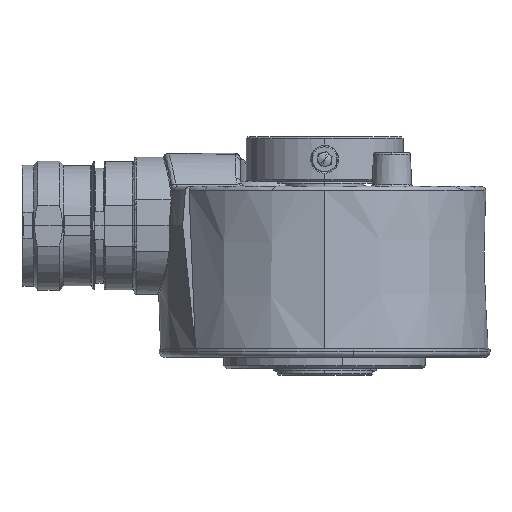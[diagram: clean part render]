
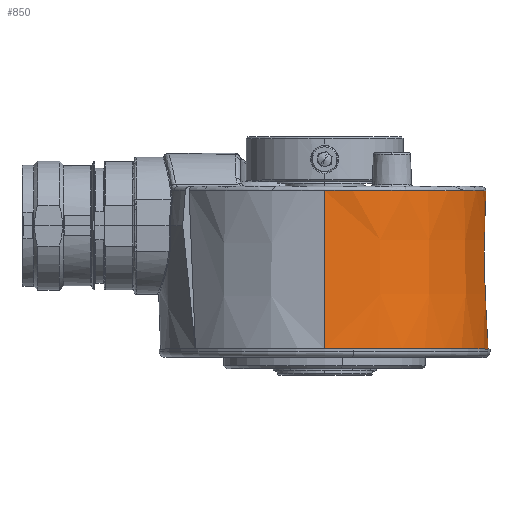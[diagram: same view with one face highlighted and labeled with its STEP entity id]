
A CAD part, top view. The second image highlights one B-rep face of the part: STEP entity #850.
In plain terms, the highlighted conical face has half-angle 1 degrees and reference radius 28.672 mm.
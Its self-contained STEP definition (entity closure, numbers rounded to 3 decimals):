
#36 = CARTESIAN_POINT ( 'NONE',  ( 25.384, 3.5, -14.659 ) ) ;
#47 = VECTOR ( 'NONE', #7505, 1000. ) ;
#105 = CARTESIAN_POINT ( 'NONE',  ( 22.037, 3.5, 19.329 ) ) ;
#273 = DIRECTION ( 'NONE',  ( 0., -1., 0. ) ) ;
#734 = CONICAL_SURFACE ( 'NONE', #12569, 28.673, 0.017 ) ;
#801 = EDGE_CURVE ( 'NONE', #14254, #1655, #5761, .T. ) ;
#850 = ADVANCED_FACE ( 'NONE', ( #1160 ), #734, .T. ) ;
#1160 = FACE_OUTER_BOUND ( 'NONE', #3379, .T. ) ;
#1241 = EDGE_CURVE ( 'NONE', #10834, #14254, #1370, .T. ) ;
#1370 = CIRCLE ( 'NONE', #15020, 28.758 ) ;
#1420 = CARTESIAN_POINT ( 'NONE',  ( 0., 31.714, 0. ) ) ;
#1482 = CARTESIAN_POINT ( 'NONE',  ( 27.756, 3.5, -9.425 ) ) ;
#1552 = CARTESIAN_POINT ( 'NONE',  ( 17.842, 3.5, 23.257 ) ) ;
#1655 = VERTEX_POINT ( 'NONE', #4972 ) ;
#1851 = EDGE_CURVE ( 'NONE', #17159, #13821, #12110, .T. ) ;
#1913 = CARTESIAN_POINT ( 'NONE',  ( 8.842, 31.714, -27.364 ) ) ;
#2389 = VECTOR ( 'NONE', #15137, 1000. ) ;
#2826 = CARTESIAN_POINT ( 'NONE',  ( 3.829, 3.5, -29.061 ) ) ;
#2829 = DIRECTION ( 'NONE',  ( 1., 0., 0. ) ) ;
#2882 = CARTESIAN_POINT ( 'NONE',  ( 29.061, 3.5, -3.829 ) ) ;
#2945 = CARTESIAN_POINT ( 'NONE',  ( 12.962, 3.5, 26.291 ) ) ;
#3374 = CARTESIAN_POINT ( 'NONE',  ( 0., 3.5, -29.25 ) ) ;
#3379 = EDGE_LOOP ( 'NONE', ( #6044, #4934, #12368, #11921, #3664, #5599 ) ) ;
#3511 = CARTESIAN_POINT ( 'NONE',  ( 28.758, 31.714, 0. ) ) ;
#3664 = ORIENTED_EDGE ( 'NONE', *, *, #1851, .T. ) ;
#3880 = AXIS2_PLACEMENT_3D ( 'NONE', #1420, #11187, #2829 ) ;
#4217 = CARTESIAN_POINT ( 'NONE',  ( 9.425, 3.5, -27.756 ) ) ;
#4274 = CARTESIAN_POINT ( 'NONE',  ( 29.25, 3.5, 1.914 ) ) ;
#4344 = CARTESIAN_POINT ( 'NONE',  ( 7.584, 3.5, 28.314 ) ) ;
#4934 = ORIENTED_EDGE ( 'NONE', *, *, #801, .T. ) ;
#4972 = CARTESIAN_POINT ( 'NONE',  ( 0., 3.5, 29.25 ) ) ;
#5599 = ORIENTED_EDGE ( 'NONE', *, *, #9959, .T. ) ;
#5621 = CARTESIAN_POINT ( 'NONE',  ( 14.659, 3.5, -25.384 ) ) ;
#5697 = CARTESIAN_POINT ( 'NONE',  ( 28.314, 3.5, 7.584 ) ) ;
#5753 = CARTESIAN_POINT ( 'NONE',  ( 1.914, 3.5, 29.25 ) ) ;
#5761 = LINE ( 'NONE', #12946, #47 ) ;
#6044 = ORIENTED_EDGE ( 'NONE', *, *, #1241, .T. ) ;
#6197 = EDGE_CURVE ( 'NONE', #17159, #9723, #17247, .T. ) ;
#6274 = EDGE_CURVE ( 'NONE', #9723, #1655, #11448, .T. ) ;
#6952 = CARTESIAN_POINT ( 'NONE',  ( 0., 3.5, -29.25 ) ) ;
#7010 = CARTESIAN_POINT ( 'NONE',  ( 19.329, 3.5, -22.037 ) ) ;
#7072 = CARTESIAN_POINT ( 'NONE',  ( 26.291, 3.5, 12.962 ) ) ;
#7445 = CARTESIAN_POINT ( 'NONE',  ( 2.994, 32.377, -28.746 ) ) ;
#7505 = DIRECTION ( 'NONE',  ( 0., -1., 0.017 ) ) ;
#8175 = CARTESIAN_POINT ( 'NONE',  ( 0., 36.585, -28.673 ) ) ;
#8408 = CARTESIAN_POINT ( 'NONE',  ( 23.257, 3.5, -17.842 ) ) ;
#8477 = CARTESIAN_POINT ( 'NONE',  ( 23.257, 3.5, 17.842 ) ) ;
#9116 = DIRECTION ( 'NONE',  ( 0., 0., -1. ) ) ;
#9599 = CARTESIAN_POINT ( 'NONE',  ( 0., 32.709, -28.74 ) ) ;
#9723 = VERTEX_POINT ( 'NONE', #3374 ) ;
#9833 = CARTESIAN_POINT ( 'NONE',  ( 26.291, 3.5, -12.962 ) ) ;
#9897 = CARTESIAN_POINT ( 'NONE',  ( 19.329, 3.5, 22.037 ) ) ;
#9955 = CARTESIAN_POINT ( 'NONE',  ( 0., 31.714, 28.758 ) ) ;
#9959 = EDGE_CURVE ( 'NONE', #13821, #10834, #14517, .T. ) ;
#10272 = CARTESIAN_POINT ( 'NONE',  ( 5.99, 32.046, -28.28 ) ) ;
#10834 = VERTEX_POINT ( 'NONE', #3511 ) ;
#11037 = CARTESIAN_POINT ( 'NONE',  ( 0., 36.585, 0. ) ) ;
#11187 = DIRECTION ( 'NONE',  ( 0., -1., 0. ) ) ;
#11239 = CARTESIAN_POINT ( 'NONE',  ( 28.314, 3.5, -7.584 ) ) ;
#11304 = CARTESIAN_POINT ( 'NONE',  ( 14.659, 3.5, 25.384 ) ) ;
#11322 = CARTESIAN_POINT ( 'NONE',  ( 8.842, 31.714, -27.364 ) ) ;
#11448 = B_SPLINE_CURVE_WITH_KNOTS ( 'NONE', 3,
 ( #6952, #18150, #2826, #12581, #4217, #13998, #5621, #15394, #7010, #16801, #8408, #36, #9833, #1482, #11239, #2882, #12651, #4274, #14055, #5697, #15464, #7072, #16861, #8477, #105, #9897, #1552, #11304, #2945, #12715, #4344, #14120, #5753, #15531 ),
 .UNSPECIFIED., .F., .F.,
 ( 4, 2, 2, 2, 2, 2, 2, 2, 2, 2, 2, 2, 2, 2, 2, 2, 4 ),
 ( 0.183, 0.223, 0.262, 0.302, 0.342, 0.381, 0.421, 0.46, 0.5, 0.54, 0.579, 0.619, 0.658, 0.698, 0.738, 0.777, 0.817 ),
 .UNSPECIFIED. ) ;
#11921 = ORIENTED_EDGE ( 'NONE', *, *, #6197, .F. ) ;
#12110 = B_SPLINE_CURVE_WITH_KNOTS ( 'NONE', 3,
 ( #17233, #7445, #10272, #1913 ),
 .UNSPECIFIED., .F., .F.,
 ( 4, 4 ),
 ( 0.764, 1. ),
 .UNSPECIFIED. ) ;
#12368 = ORIENTED_EDGE ( 'NONE', *, *, #6274, .F. ) ;
#12569 = AXIS2_PLACEMENT_3D ( 'NONE', #11037, #273, #9116 ) ;
#12581 = CARTESIAN_POINT ( 'NONE',  ( 7.584, 3.5, -28.314 ) ) ;
#12651 = CARTESIAN_POINT ( 'NONE',  ( 29.25, 3.5, -1.914 ) ) ;
#12715 = CARTESIAN_POINT ( 'NONE',  ( 9.425, 3.5, 27.756 ) ) ;
#12946 = CARTESIAN_POINT ( 'NONE',  ( 0., 36.585, 28.673 ) ) ;
#13821 = VERTEX_POINT ( 'NONE', #11322 ) ;
#13998 = CARTESIAN_POINT ( 'NONE',  ( 12.962, 3.5, -26.291 ) ) ;
#14055 = CARTESIAN_POINT ( 'NONE',  ( 29.061, 3.5, 3.829 ) ) ;
#14120 = CARTESIAN_POINT ( 'NONE',  ( 3.829, 3.5, 29.061 ) ) ;
#14254 = VERTEX_POINT ( 'NONE', #9955 ) ;
#14517 = CIRCLE ( 'NONE', #3880, 28.758 ) ;
#15020 = AXIS2_PLACEMENT_3D ( 'NONE', #16979, #16918, #16856 ) ;
#15137 = DIRECTION ( 'NONE',  ( 0., -1., -0.017 ) ) ;
#15394 = CARTESIAN_POINT ( 'NONE',  ( 17.842, 3.5, -23.257 ) ) ;
#15464 = CARTESIAN_POINT ( 'NONE',  ( 27.756, 3.5, 9.425 ) ) ;
#15531 = CARTESIAN_POINT ( 'NONE',  ( 0., 3.5, 29.25 ) ) ;
#16801 = CARTESIAN_POINT ( 'NONE',  ( 22.037, 3.5, -19.329 ) ) ;
#16856 = DIRECTION ( 'NONE',  ( 1., 0., 0. ) ) ;
#16861 = CARTESIAN_POINT ( 'NONE',  ( 25.384, 3.5, 14.659 ) ) ;
#16918 = DIRECTION ( 'NONE',  ( 0., -1., 0. ) ) ;
#16979 = CARTESIAN_POINT ( 'NONE',  ( 0., 31.714, 0. ) ) ;
#17159 = VERTEX_POINT ( 'NONE', #9599 ) ;
#17233 = CARTESIAN_POINT ( 'NONE',  ( 0., 32.709, -28.74 ) ) ;
#17247 = LINE ( 'NONE', #8175, #2389 ) ;
#18150 = CARTESIAN_POINT ( 'NONE',  ( 1.914, 3.5, -29.25 ) ) ;
